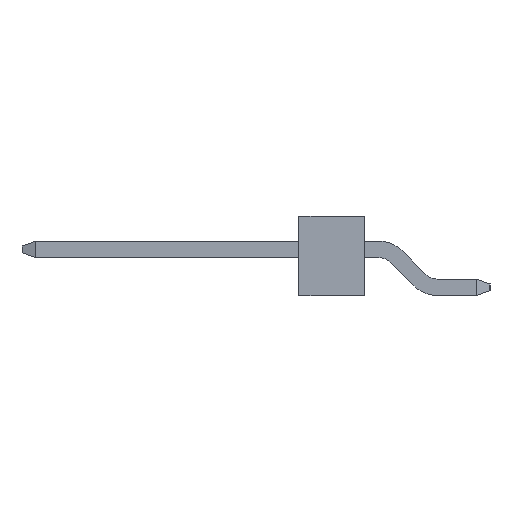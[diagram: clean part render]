
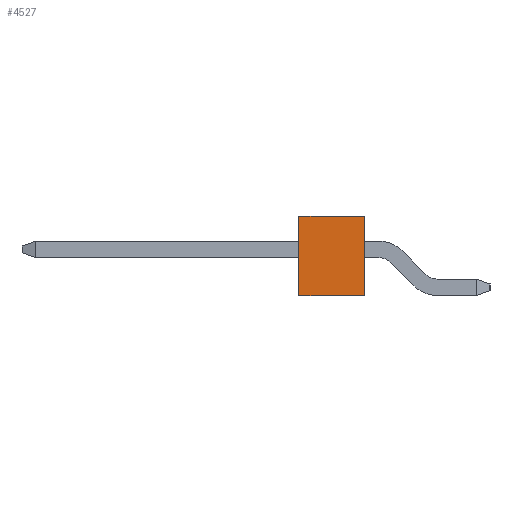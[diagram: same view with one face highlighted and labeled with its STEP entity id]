
A CAD part, left-side view. The second image highlights one B-rep face of the part: STEP entity #4527.
In plain terms, the highlighted face is planar.
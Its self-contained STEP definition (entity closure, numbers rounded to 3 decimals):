
#890 = VERTEX_POINT('',#891);
#891 = CARTESIAN_POINT('',(17.78,-1.524,-1.27));
#897 = EDGE_CURVE('',#898,#890,#900,.T.);
#898 = VERTEX_POINT('',#899);
#899 = CARTESIAN_POINT('',(17.78,-1.524,1.27));
#900 = LINE('',#901,#902);
#901 = CARTESIAN_POINT('',(17.78,-1.524,1.27));
#902 = VECTOR('',#903,1.);
#903 = DIRECTION('',(0.,0.,-1.));
#1547 = EDGE_CURVE('',#898,#1548,#1550,.T.);
#1548 = VERTEX_POINT('',#1549);
#1549 = CARTESIAN_POINT('',(17.78,1.524,1.27));
#1550 = LINE('',#1551,#1552);
#1551 = CARTESIAN_POINT('',(17.78,-1.524,1.27));
#1552 = VECTOR('',#1553,1.);
#1553 = DIRECTION('',(0.,1.,0.));
#3238 = VERTEX_POINT('',#3239);
#3239 = CARTESIAN_POINT('',(17.78,1.524,-1.27));
#3245 = EDGE_CURVE('',#890,#3238,#3246,.T.);
#3246 = LINE('',#3247,#3248);
#3247 = CARTESIAN_POINT('',(17.78,-1.524,-1.27));
#3248 = VECTOR('',#3249,1.);
#3249 = DIRECTION('',(0.,1.,0.));
#3552 = EDGE_CURVE('',#1548,#3238,#3553,.T.);
#3553 = LINE('',#3554,#3555);
#3554 = CARTESIAN_POINT('',(17.78,1.524,1.27));
#3555 = VECTOR('',#3556,1.);
#3556 = DIRECTION('',(0.,0.,-1.));
#4527 = ADVANCED_FACE('',(#4528),#4534,.F.);
#4528 = FACE_BOUND('',#4529,.T.);
#4529 = EDGE_LOOP('',(#4530,#4531,#4532,#4533));
#4530 = ORIENTED_EDGE('',*,*,#3245,.T.);
#4531 = ORIENTED_EDGE('',*,*,#3552,.F.);
#4532 = ORIENTED_EDGE('',*,*,#1547,.F.);
#4533 = ORIENTED_EDGE('',*,*,#897,.T.);
#4534 = PLANE('',#4535);
#4535 = AXIS2_PLACEMENT_3D('',#4536,#4537,#4538);
#4536 = CARTESIAN_POINT('',(17.78,-1.524,1.27));
#4537 = DIRECTION('',(-1.,0.,0.));
#4538 = DIRECTION('',(0.,0.,1.));
